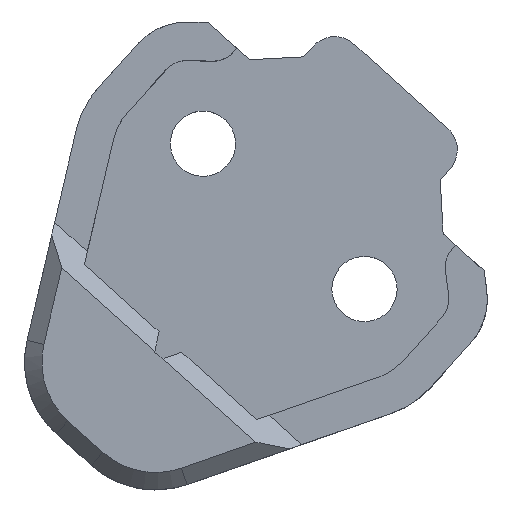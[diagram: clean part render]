
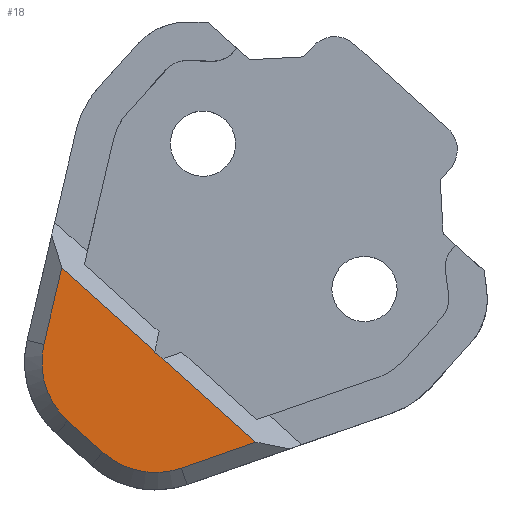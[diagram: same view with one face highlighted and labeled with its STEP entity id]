
A CAD part, top view. The second image highlights one B-rep face of the part: STEP entity #18.
In plain terms, the highlighted planar face has unit normal (0, 0, 1).
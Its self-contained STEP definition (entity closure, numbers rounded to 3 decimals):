
#18=ADVANCED_FACE('',(#132),#1889,.T.);
#132=FACE_OUTER_BOUND('',#246,.T.);
#246=EDGE_LOOP('',(#364,#365,#366,#367,#368,#369,#370,#371,#372,#373));
#364=ORIENTED_EDGE('',*,*,#1019,.T.);
#365=ORIENTED_EDGE('',*,*,#1014,.T.);
#366=ORIENTED_EDGE('',*,*,#1002,.F.);
#367=ORIENTED_EDGE('',*,*,#999,.T.);
#368=ORIENTED_EDGE('',*,*,#993,.T.);
#369=ORIENTED_EDGE('',*,*,#1001,.T.);
#370=ORIENTED_EDGE('',*,*,#1004,.F.);
#371=ORIENTED_EDGE('',*,*,#992,.T.);
#372=ORIENTED_EDGE('',*,*,#1009,.T.);
#373=ORIENTED_EDGE('',*,*,#1021,.T.);
#992=EDGE_CURVE('',#1647,#1657,#1402,.T.);
#993=EDGE_CURVE('',#1650,#1651,#1403,.T.);
#999=EDGE_CURVE('',#1652,#1650,#1295,.T.);
#1001=EDGE_CURVE('',#1651,#1648,#1296,.T.);
#1002=EDGE_CURVE('',#1652,#1649,#1410,.T.);
#1004=EDGE_CURVE('',#1647,#1648,#1412,.T.);
#1009=EDGE_CURVE('',#1657,#1662,#1417,.T.);
#1014=EDGE_CURVE('',#1658,#1649,#1422,.T.);
#1019=EDGE_CURVE('',#1663,#1658,#1427,.T.);
#1021=EDGE_CURVE('',#1662,#1663,#1429,.T.);
#1295=TRIMMED_CURVE($,#1326,(#3522),(#3523),.T.,.CARTESIAN.);
#1296=TRIMMED_CURVE($,#1327,(#3527),(#3528),.T.,.CARTESIAN.);
#1326=CIRCLE('',#2107,4.1);
#1327=CIRCLE('',#2108,4.1);
#1402=B_SPLINE_CURVE_WITH_KNOTS('',1,(#3487,#3488),.UNSPECIFIED.,.F.,.F.,
(2,2),(1.522,8.039),.UNSPECIFIED.);
#1403=B_SPLINE_CURVE_WITH_KNOTS('',1,(#3489,#3490),.UNSPECIFIED.,.F.,.F.,
(2,2),(0.,2.453),.UNSPECIFIED.);
#1410=B_SPLINE_CURVE_WITH_KNOTS('',1,(#3529,#3530),.UNSPECIFIED.,.F.,.F.,
(2,2),(0.,4.111),.UNSPECIFIED.);
#1412=B_SPLINE_CURVE_WITH_KNOTS('',1,(#3533,#3534),.UNSPECIFIED.,.F.,.F.,
(2,2),(1.522,5.633),.UNSPECIFIED.);
#1417=B_SPLINE_CURVE_WITH_KNOTS('',1,(#3543,#3544),.UNSPECIFIED.,.F.,.F.,
(2,2),(-7.566,-7.52),.UNSPECIFIED.);
#1422=B_SPLINE_CURVE_WITH_KNOTS('',1,(#3561,#3562),.UNSPECIFIED.,.F.,.F.,
(2,2),(8.605,15.123),.UNSPECIFIED.);
#1427=B_SPLINE_CURVE_WITH_KNOTS('',1,(#3571,#3572),.UNSPECIFIED.,.F.,.F.,
(2,2),(-6.48,-6.434),.UNSPECIFIED.);
#1429=B_SPLINE_CURVE_WITH_KNOTS('',1,(#3575,#3576),.UNSPECIFIED.,.F.,.F.,
(2,2),(0.,0.52),.UNSPECIFIED.);
#1647=VERTEX_POINT('',#3227);
#1648=VERTEX_POINT('',#3228);
#1649=VERTEX_POINT('',#3229);
#1650=VERTEX_POINT('',#3230);
#1651=VERTEX_POINT('',#3231);
#1652=VERTEX_POINT('',#3232);
#1657=VERTEX_POINT('',#3237);
#1658=VERTEX_POINT('',#3238);
#1662=VERTEX_POINT('',#3242);
#1663=VERTEX_POINT('',#3243);
#1889=PLANE('',#2035);
#2035=AXIS2_PLACEMENT_3D('',#2288,#2144,$);
#2107=AXIS2_PLACEMENT_3D($,#3521,#2217,#2218);
#2108=AXIS2_PLACEMENT_3D($,#3526,#2219,#2220);
#2144=DIRECTION('',(0.,0.,1.));
#2217=DIRECTION('',(0.,0.,1.));
#2218=DIRECTION('',(-0.974,0.228,0.));
#2219=DIRECTION('',(0.,0.,1.));
#2220=DIRECTION('',(-0.669,-0.743,0.));
#2288=CARTESIAN_POINT('',(-95.132,-89.231,7.5));
#3227=CARTESIAN_POINT('',(-95.132,-89.231,7.5));
#3228=CARTESIAN_POINT('',(-99.014,-90.583,7.5));
#3229=CARTESIAN_POINT('',(-105.242,-80.134,7.5));
#3230=CARTESIAN_POINT('',(-104.929,-88.118,7.5));
#3231=CARTESIAN_POINT('',(-103.105,-89.759,7.5));
#3232=CARTESIAN_POINT('',(-106.178,-84.137,7.5));
#3237=CARTESIAN_POINT('',(-99.977,-84.872,7.5));
#3238=CARTESIAN_POINT('',(-100.398,-84.493,7.5));
#3242=CARTESIAN_POINT('',(-100.021,-84.886,7.5));
#3243=CARTESIAN_POINT('',(-100.407,-84.539,7.5));
#3487=CARTESIAN_POINT('',(-95.132,-89.231,7.5));
#3488=CARTESIAN_POINT('',(-99.977,-84.872,7.5));
#3489=CARTESIAN_POINT('',(-104.929,-88.118,7.5));
#3490=CARTESIAN_POINT('',(-103.105,-89.759,7.5));
#3521=CARTESIAN_POINT('',(-102.186,-85.07,7.5));
#3522=CARTESIAN_POINT('',(-106.178,-84.137,7.5));
#3523=CARTESIAN_POINT('',(-104.929,-88.118,7.5));
#3526=CARTESIAN_POINT('',(-100.363,-86.711,7.5));
#3527=CARTESIAN_POINT('',(-103.105,-89.759,7.5));
#3528=CARTESIAN_POINT('',(-99.014,-90.583,7.5));
#3529=CARTESIAN_POINT('',(-106.178,-84.137,7.5));
#3530=CARTESIAN_POINT('',(-105.242,-80.134,7.5));
#3533=CARTESIAN_POINT('',(-95.132,-89.231,7.5));
#3534=CARTESIAN_POINT('',(-99.014,-90.583,7.5));
#3543=CARTESIAN_POINT('',(-99.977,-84.872,7.5));
#3544=CARTESIAN_POINT('',(-100.021,-84.886,7.5));
#3561=CARTESIAN_POINT('',(-100.398,-84.493,7.5));
#3562=CARTESIAN_POINT('',(-105.242,-80.134,7.5));
#3571=CARTESIAN_POINT('',(-100.407,-84.539,7.5));
#3572=CARTESIAN_POINT('',(-100.398,-84.493,7.5));
#3575=CARTESIAN_POINT('',(-100.021,-84.886,7.5));
#3576=CARTESIAN_POINT('',(-100.407,-84.539,7.5));
